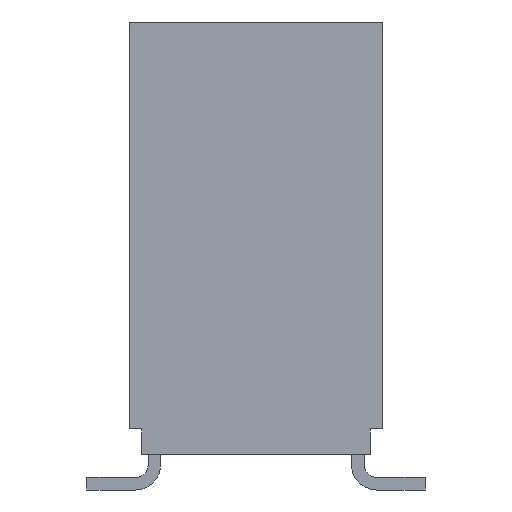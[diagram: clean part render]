
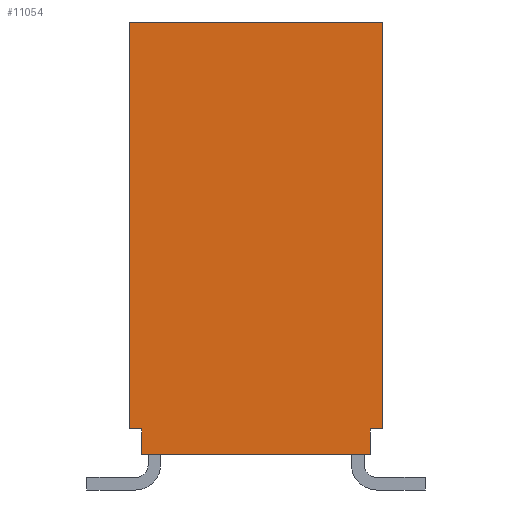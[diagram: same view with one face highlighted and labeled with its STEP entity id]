
A CAD part, left-side view. The second image highlights one B-rep face of the part: STEP entity #11054.
In plain terms, the highlighted planar face has unit normal (-1, 0, 0).
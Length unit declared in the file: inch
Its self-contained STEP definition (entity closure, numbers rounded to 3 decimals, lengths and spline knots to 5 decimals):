
#5=DIRECTION('',(0.,-1.,0.));
#6=VECTOR('',#5,0.18);
#7=CARTESIAN_POINT('',(-0.5495,0.09,0.));
#8=LINE('',#7,#6);
#249=DIRECTION('',(0.,0.,1.));
#250=VECTOR('',#249,0.02);
#251=CARTESIAN_POINT('',(-0.5495,0.09,0.));
#252=LINE('',#251,#250);
#253=DIRECTION('',(0.,-1.,0.));
#254=VECTOR('',#253,0.0095);
#255=CARTESIAN_POINT('',(-0.5495,0.0995,0.02));
#256=LINE('',#255,#254);
#257=DIRECTION('',(0.,0.,1.));
#258=VECTOR('',#257,0.32);
#259=CARTESIAN_POINT('',(-0.5495,0.0995,0.02));
#260=LINE('',#259,#258);
#261=DIRECTION('',(0.,1.,0.));
#262=VECTOR('',#261,0.0095);
#263=CARTESIAN_POINT('',(-0.5495,-0.0995,0.02));
#264=LINE('',#263,#262);
#265=DIRECTION('',(0.,0.,1.));
#266=VECTOR('',#265,0.02);
#267=CARTESIAN_POINT('',(-0.5495,-0.09,0.));
#268=LINE('',#267,#266);
#749=DIRECTION('',(0.,0.,1.));
#750=VECTOR('',#749,0.32);
#751=CARTESIAN_POINT('',(-0.5495,-0.0995,0.02));
#752=LINE('',#751,#750);
#1489=DIRECTION('',(0.,-1.,0.));
#1490=VECTOR('',#1489,0.199);
#1491=CARTESIAN_POINT('',(-0.5495,0.0995,0.34));
#1492=LINE('',#1491,#1490);
#7929=CARTESIAN_POINT('',(-0.5495,0.0995,0.34));
#7930=CARTESIAN_POINT('',(-0.5495,-0.0995,0.34));
#7931=VERTEX_POINT('',#7929);
#7932=VERTEX_POINT('',#7930);
#8037=CARTESIAN_POINT('',(-0.5495,0.09,0.));
#8039=VERTEX_POINT('',#8037);
#8061=CARTESIAN_POINT('',(-0.5495,-0.09,0.));
#8063=VERTEX_POINT('',#8061);
#8085=CARTESIAN_POINT('',(-0.5495,0.09,0.02));
#8086=VERTEX_POINT('',#8085);
#8087=CARTESIAN_POINT('',(-0.5495,0.0995,0.02));
#8088=VERTEX_POINT('',#8087);
#8089=CARTESIAN_POINT('',(-0.5495,-0.0995,0.02));
#8090=CARTESIAN_POINT('',(-0.5495,-0.09,0.02));
#8091=VERTEX_POINT('',#8089);
#8092=VERTEX_POINT('',#8090);
#11034=CARTESIAN_POINT('',(-0.5495,0.0995,0.));
#11035=DIRECTION('',(-1.,0.,0.));
#11036=DIRECTION('',(0.,-1.,0.));
#11037=AXIS2_PLACEMENT_3D('',#11034,#11035,#11036);
#11038=PLANE('',#11037);
#11039=ORIENTED_EDGE('',*,*,#10671,.T.);
#11041=ORIENTED_EDGE('',*,*,#11040,.F.);
#11043=ORIENTED_EDGE('',*,*,#11042,.T.);
#11045=ORIENTED_EDGE('',*,*,#11044,.T.);
#11047=ORIENTED_EDGE('',*,*,#11046,.F.);
#11049=ORIENTED_EDGE('',*,*,#11048,.T.);
#11050=ORIENTED_EDGE('',*,*,#10861,.F.);
#11051=ORIENTED_EDGE('',*,*,#10476,.F.);
#11052=EDGE_LOOP('',(#11039,#11041,#11043,#11045,#11047,#11049,#11050,#11051));
#11053=FACE_OUTER_BOUND('',#11052,.F.);
#11054=ADVANCED_FACE('',(#11053),#11038,.T.);
#10476=EDGE_CURVE('',#8039,#8063,#8,.T.);
#10671=EDGE_CURVE('',#8039,#8086,#252,.T.);
#10861=EDGE_CURVE('',#8063,#8092,#268,.T.);
#11040=EDGE_CURVE('',#8088,#8086,#256,.T.);
#11042=EDGE_CURVE('',#8088,#7931,#260,.T.);
#11044=EDGE_CURVE('',#7931,#7932,#1492,.T.);
#11046=EDGE_CURVE('',#8091,#7932,#752,.T.);
#11048=EDGE_CURVE('',#8091,#8092,#264,.T.);
